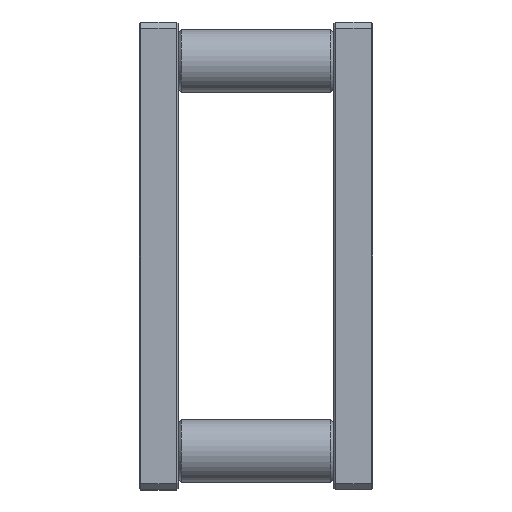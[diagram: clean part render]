
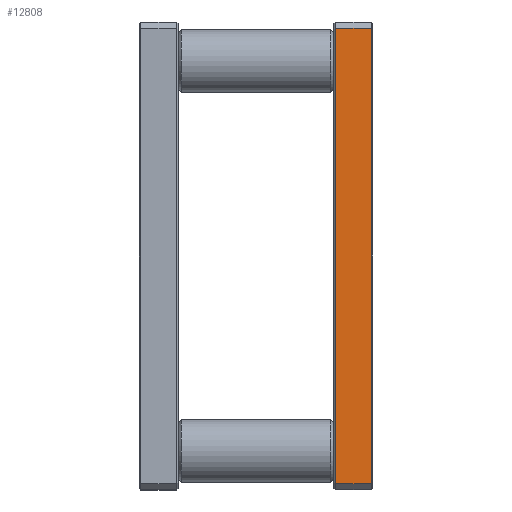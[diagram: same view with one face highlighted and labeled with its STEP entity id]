
A CAD part, left-side view. The second image highlights one B-rep face of the part: STEP entity #12808.
In plain terms, the highlighted planar face has unit normal (-1, 0, 0).
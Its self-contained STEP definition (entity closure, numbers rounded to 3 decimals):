
#5 = VERTEX_POINT ( 'NONE', #7766 ) ;
#195 = LINE ( 'NONE', #2707, #14193 ) ;
#233 = CARTESIAN_POINT ( 'NONE',  ( -157.782, -24.533, 177. ) ) ;
#733 = CARTESIAN_POINT ( 'NONE',  ( -157.782, -36.533, 323. ) ) ;
#918 = EDGE_CURVE ( 'NONE', #5, #4726, #12424, .T. ) ;
#1360 = LINE ( 'NONE', #2575, #13865 ) ;
#1590 = ORIENTED_EDGE ( 'NONE', *, *, #2752, .T. ) ;
#2274 = VERTEX_POINT ( 'NONE', #5037 ) ;
#2318 = EDGE_CURVE ( 'NONE', #12820, #2274, #1360, .T. ) ;
#2575 = CARTESIAN_POINT ( 'NONE',  ( -157.782, -24.533, 323. ) ) ;
#2707 = CARTESIAN_POINT ( 'NONE',  ( -157.782, -36.533, 175. ) ) ;
#2752 = EDGE_CURVE ( 'NONE', #2274, #5, #10293, .T. ) ;
#3876 = VECTOR ( 'NONE', #6144, 1000. ) ;
#4094 = EDGE_CURVE ( 'NONE', #4726, #12820, #195, .T. ) ;
#4409 = CARTESIAN_POINT ( 'NONE',  ( -157.782, -24.533, 175. ) ) ;
#4522 = CARTESIAN_POINT ( 'NONE',  ( -157.782, -25.033, 177. ) ) ;
#4726 = VERTEX_POINT ( 'NONE', #5779 ) ;
#5037 = CARTESIAN_POINT ( 'NONE',  ( -157.782, -25.033, 323. ) ) ;
#5779 = CARTESIAN_POINT ( 'NONE',  ( -157.782, -36.533, 177. ) ) ;
#6144 = DIRECTION ( 'NONE',  ( 0., -1., 0. ) ) ;
#6976 = VECTOR ( 'NONE', #10415, 1000. ) ;
#7766 = CARTESIAN_POINT ( 'NONE',  ( -157.782, -25.033, 177. ) ) ;
#9070 = DIRECTION ( 'NONE',  ( 1., 0., 0. ) ) ;
#9415 = ORIENTED_EDGE ( 'NONE', *, *, #4094, .T. ) ;
#10293 = LINE ( 'NONE', #4522, #6976 ) ;
#10415 = DIRECTION ( 'NONE',  ( 0., 0., -1. ) ) ;
#10638 = AXIS2_PLACEMENT_3D ( 'NONE', #4409, #9070, #11516 ) ;
#10796 = EDGE_LOOP ( 'NONE', ( #11066, #9415, #11399, #1590 ) ) ;
#10855 = DIRECTION ( 'NONE',  ( 0., 0., 1. ) ) ;
#11066 = ORIENTED_EDGE ( 'NONE', *, *, #918, .T. ) ;
#11399 = ORIENTED_EDGE ( 'NONE', *, *, #2318, .T. ) ;
#11516 = DIRECTION ( 'NONE',  ( 0., 0., -1. ) ) ;
#11938 = FACE_OUTER_BOUND ( 'NONE', #10796, .T. ) ;
#11974 = DIRECTION ( 'NONE',  ( 0., 1., 0. ) ) ;
#12424 = LINE ( 'NONE', #233, #3876 ) ;
#12808 = ADVANCED_FACE ( 'NONE', ( #11938 ), #13823, .F. ) ;
#12820 = VERTEX_POINT ( 'NONE', #733 ) ;
#13823 = PLANE ( 'NONE',  #10638 ) ;
#13865 = VECTOR ( 'NONE', #11974, 1000. ) ;
#14193 = VECTOR ( 'NONE', #10855, 1000. ) ;
